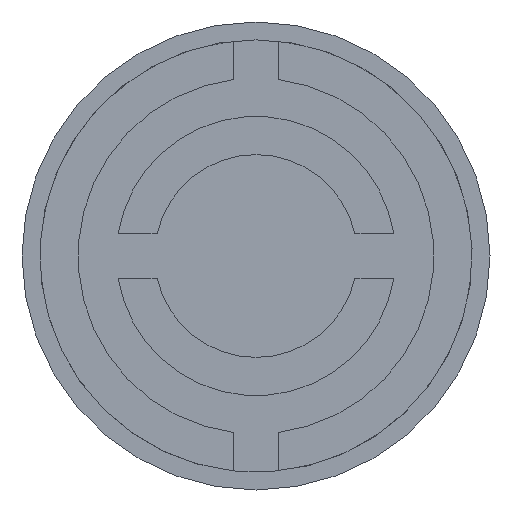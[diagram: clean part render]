
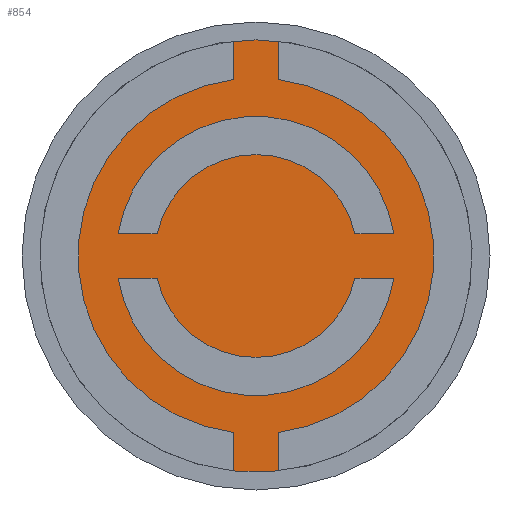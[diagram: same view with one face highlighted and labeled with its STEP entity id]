
A CAD part, front view. The second image highlights one B-rep face of the part: STEP entity #854.
In plain terms, the highlighted planar face has unit normal (0, -1, 0).
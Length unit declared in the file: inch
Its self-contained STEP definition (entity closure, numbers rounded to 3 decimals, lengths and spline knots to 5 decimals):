
#10 = AXIS2_PLACEMENT_3D ( 'NONE', #755, #961, #1066 ) ;
#11 = CIRCLE ( 'NONE', #1026, 0.375 ) ;
#15 = CARTESIAN_POINT ( 'NONE',  ( 0., -0.0375, 0. ) ) ;
#67 = EDGE_CURVE ( 'NONE', #222, #346, #1093, .T. ) ;
#84 = ORIENTED_EDGE ( 'NONE', *, *, #766, .T. ) ;
#97 = LINE ( 'NONE', #970, #297 ) ;
#106 = CARTESIAN_POINT ( 'NONE',  ( 0., -0.0375, 0. ) ) ;
#140 = LINE ( 'NONE', #149, #654 ) ;
#142 = ORIENTED_EDGE ( 'NONE', *, *, #1144, .F. ) ;
#149 = CARTESIAN_POINT ( 'NONE',  ( 0.06, -0.0375, 0. ) ) ;
#168 = EDGE_CURVE ( 'NONE', #346, #429, #734, .T. ) ;
#180 = DIRECTION ( 'NONE',  ( 0., 0., -1. ) ) ;
#187 = ORIENTED_EDGE ( 'NONE', *, *, #1206, .F. ) ;
#189 = EDGE_CURVE ( 'NONE', #222, #651, #140, .T. ) ;
#204 = LINE ( 'NONE', #1047, #411 ) ;
#208 = DIRECTION ( 'NONE',  ( 0., 1., 0. ) ) ;
#209 = DIRECTION ( 'NONE',  ( 0., -1., 0. ) ) ;
#217 = ORIENTED_EDGE ( 'NONE', *, *, #1274, .F. ) ;
#222 = VERTEX_POINT ( 'NONE', #944 ) ;
#223 = CARTESIAN_POINT ( 'NONE',  ( -0.37017, -0.0375, 0.06 ) ) ;
#234 = VECTOR ( 'NONE', #1159, 39.37008 ) ;
#240 = VERTEX_POINT ( 'NONE', #387 ) ;
#256 = VECTOR ( 'NONE', #1146, 39.37008 ) ;
#264 = AXIS2_PLACEMENT_3D ( 'NONE', #106, #428, #714 ) ;
#269 = CARTESIAN_POINT ( 'NONE',  ( 0., -0.0375, 0.06 ) ) ;
#286 = DIRECTION ( 'NONE',  ( 0., 1., 0. ) ) ;
#297 = VECTOR ( 'NONE', #486, 39.37008 ) ;
#317 = FACE_OUTER_BOUND ( 'NONE', #343, .T. ) ;
#324 = DIRECTION ( 'NONE',  ( 0., 0., 1. ) ) ;
#328 = VERTEX_POINT ( 'NONE', #1075 ) ;
#343 = EDGE_LOOP ( 'NONE', ( #617, #834, #568, #554, #217, #465, #1114, #377 ) ) ;
#344 = DIRECTION ( 'NONE',  ( 0., 0., 1. ) ) ;
#346 = VERTEX_POINT ( 'NONE', #1173 ) ;
#377 = ORIENTED_EDGE ( 'NONE', *, *, #1071, .F. ) ;
#379 = EDGE_CURVE ( 'NONE', #1197, #682, #833, .T. ) ;
#380 = ORIENTED_EDGE ( 'NONE', *, *, #657, .F. ) ;
#382 = DIRECTION ( 'NONE',  ( 0., 0., 1. ) ) ;
#387 = CARTESIAN_POINT ( 'NONE',  ( 0.26556, -0.0375, -0.06 ) ) ;
#406 = CARTESIAN_POINT ( 'NONE',  ( 0.06, -0.0375, 0.47397 ) ) ;
#411 = VECTOR ( 'NONE', #939, 39.37008 ) ;
#426 = EDGE_CURVE ( 'NONE', #240, #1280, #1127, .T. ) ;
#428 = DIRECTION ( 'NONE',  ( 0., 1., 0. ) ) ;
#429 = VERTEX_POINT ( 'NONE', #1219 ) ;
#440 = EDGE_CURVE ( 'NONE', #1009, #651, #643, .T. ) ;
#454 = AXIS2_PLACEMENT_3D ( 'NONE', #943, #933, #382 ) ;
#465 = ORIENTED_EDGE ( 'NONE', *, *, #515, .F. ) ;
#486 = DIRECTION ( 'NONE',  ( -1., 0., 0. ) ) ;
#497 = DIRECTION ( 'NONE',  ( 1., 0., 0. ) ) ;
#509 = CARTESIAN_POINT ( 'NONE',  ( 0., -0.0375, 0. ) ) ;
#514 = DIRECTION ( 'NONE',  ( 0., 1., 0. ) ) ;
#515 = EDGE_CURVE ( 'NONE', #1048, #328, #1162, .T. ) ;
#519 = DIRECTION ( 'NONE',  ( 0., 1., 0. ) ) ;
#536 = ORIENTED_EDGE ( 'NONE', *, *, #1056, .T. ) ;
#554 = ORIENTED_EDGE ( 'NONE', *, *, #440, .F. ) ;
#562 = DIRECTION ( 'NONE',  ( 0., 0., 1. ) ) ;
#568 = ORIENTED_EDGE ( 'NONE', *, *, #189, .T. ) ;
#599 = CARTESIAN_POINT ( 'NONE',  ( 0., -0.0375, 0. ) ) ;
#617 = ORIENTED_EDGE ( 'NONE', *, *, #168, .F. ) ;
#635 = AXIS2_PLACEMENT_3D ( 'NONE', #863, #286, #1069 ) ;
#643 = CIRCLE ( 'NONE', #264, 0.47775 ) ;
#645 = VERTEX_POINT ( 'NONE', #738 ) ;
#651 = VERTEX_POINT ( 'NONE', #732 ) ;
#654 = VECTOR ( 'NONE', #562, 39.37008 ) ;
#657 = EDGE_CURVE ( 'NONE', #1197, #240, #204, .T. ) ;
#662 = CARTESIAN_POINT ( 'NONE',  ( -0.26556, -0.0375, 0.06 ) ) ;
#682 = VERTEX_POINT ( 'NONE', #1147 ) ;
#692 = AXIS2_PLACEMENT_3D ( 'NONE', #794, #209, #1236 ) ;
#706 = PLANE ( 'NONE',  #692 ) ;
#708 = VECTOR ( 'NONE', #180, 39.37008 ) ;
#714 = DIRECTION ( 'NONE',  ( 0., 0., 1. ) ) ;
#719 = CARTESIAN_POINT ( 'NONE',  ( -0.06, -0.0375, 0.47397 ) ) ;
#732 = CARTESIAN_POINT ( 'NONE',  ( 0.06, -0.0375, -0.47397 ) ) ;
#734 = LINE ( 'NONE', #1039, #256 ) ;
#738 = CARTESIAN_POINT ( 'NONE',  ( 0.26556, -0.0375, 0.06 ) ) ;
#752 = ORIENTED_EDGE ( 'NONE', *, *, #963, .T. ) ;
#755 = CARTESIAN_POINT ( 'NONE',  ( 0., -0.0375, 0. ) ) ;
#761 = EDGE_LOOP ( 'NONE', ( #1183, #752, #1023, #380 ) ) ;
#766 = EDGE_CURVE ( 'NONE', #859, #1079, #11, .T. ) ;
#778 = DIRECTION ( 'NONE',  ( 0., 0., -1. ) ) ;
#781 = CIRCLE ( 'NONE', #10, 0.27225 ) ;
#794 = CARTESIAN_POINT ( 'NONE',  ( 0., -0.0375, 0. ) ) ;
#800 = DIRECTION ( 'NONE',  ( 0., 0., 1. ) ) ;
#822 = CIRCLE ( 'NONE', #454, 0.47775 ) ;
#833 = CIRCLE ( 'NONE', #635, 0.375 ) ;
#834 = ORIENTED_EDGE ( 'NONE', *, *, #67, .F. ) ;
#854 = ADVANCED_FACE ( 'NONE', ( #1319, #1235, #317 ), #706, .T. ) ;
#859 = VERTEX_POINT ( 'NONE', #223 ) ;
#863 = CARTESIAN_POINT ( 'NONE',  ( 0., -0.0375, 0. ) ) ;
#908 = CARTESIAN_POINT ( 'NONE',  ( 0.37017, -0.0375, 0.06 ) ) ;
#931 = LINE ( 'NONE', #1177, #708 ) ;
#933 = DIRECTION ( 'NONE',  ( 0., 1., 0. ) ) ;
#934 = VERTEX_POINT ( 'NONE', #719 ) ;
#939 = DIRECTION ( 'NONE',  ( -1., 0., 0. ) ) ;
#942 = AXIS2_PLACEMENT_3D ( 'NONE', #599, #208, #1305 ) ;
#943 = CARTESIAN_POINT ( 'NONE',  ( 0., -0.0375, 0. ) ) ;
#944 = CARTESIAN_POINT ( 'NONE',  ( 0.06, -0.0375, -0.57739 ) ) ;
#961 = DIRECTION ( 'NONE',  ( 0., 1., 0. ) ) ;
#963 = EDGE_CURVE ( 'NONE', #682, #1280, #1161, .T. ) ;
#970 = CARTESIAN_POINT ( 'NONE',  ( 0., -0.0375, 0.06 ) ) ;
#979 = CARTESIAN_POINT ( 'NONE',  ( -0.06, -0.0375, 0.57739 ) ) ;
#993 = CARTESIAN_POINT ( 'NONE',  ( 0., -0.0375, -0.06 ) ) ;
#1009 = VERTEX_POINT ( 'NONE', #406 ) ;
#1023 = ORIENTED_EDGE ( 'NONE', *, *, #426, .F. ) ;
#1026 = AXIS2_PLACEMENT_3D ( 'NONE', #509, #514, #324 ) ;
#1039 = CARTESIAN_POINT ( 'NONE',  ( -0.06, -0.0375, 0. ) ) ;
#1047 = CARTESIAN_POINT ( 'NONE',  ( 0., -0.0375, -0.06 ) ) ;
#1048 = VERTEX_POINT ( 'NONE', #979 ) ;
#1056 = EDGE_CURVE ( 'NONE', #1079, #645, #97, .T. ) ;
#1066 = DIRECTION ( 'NONE',  ( 0., 0., 1. ) ) ;
#1069 = DIRECTION ( 'NONE',  ( 0., 0., 1. ) ) ;
#1071 = EDGE_CURVE ( 'NONE', #429, #934, #822, .T. ) ;
#1075 = CARTESIAN_POINT ( 'NONE',  ( 0.06, -0.0375, 0.57739 ) ) ;
#1079 = VERTEX_POINT ( 'NONE', #908 ) ;
#1093 = CIRCLE ( 'NONE', #942, 0.5805 ) ;
#1098 = LINE ( 'NONE', #269, #234 ) ;
#1114 = ORIENTED_EDGE ( 'NONE', *, *, #1260, .T. ) ;
#1118 = DIRECTION ( 'NONE',  ( 0., 1., 0. ) ) ;
#1127 = CIRCLE ( 'NONE', #1326, 0.27225 ) ;
#1135 = VERTEX_POINT ( 'NONE', #662 ) ;
#1144 = EDGE_CURVE ( 'NONE', #1135, #645, #781, .T. ) ;
#1146 = DIRECTION ( 'NONE',  ( 0., 0., 1. ) ) ;
#1147 = CARTESIAN_POINT ( 'NONE',  ( -0.37017, -0.0375, -0.06 ) ) ;
#1159 = DIRECTION ( 'NONE',  ( 1., 0., 0. ) ) ;
#1161 = LINE ( 'NONE', #993, #1277 ) ;
#1162 = CIRCLE ( 'NONE', #1258, 0.5805 ) ;
#1165 = CARTESIAN_POINT ( 'NONE',  ( 0.37017, -0.0375, -0.06 ) ) ;
#1167 = EDGE_LOOP ( 'NONE', ( #142, #187, #84, #536 ) ) ;
#1173 = CARTESIAN_POINT ( 'NONE',  ( -0.06, -0.0375, -0.57739 ) ) ;
#1177 = CARTESIAN_POINT ( 'NONE',  ( 0.06, -0.0375, 0. ) ) ;
#1183 = ORIENTED_EDGE ( 'NONE', *, *, #379, .T. ) ;
#1190 = CARTESIAN_POINT ( 'NONE',  ( -0.06, -0.0375, 0. ) ) ;
#1197 = VERTEX_POINT ( 'NONE', #1165 ) ;
#1206 = EDGE_CURVE ( 'NONE', #859, #1135, #1098, .T. ) ;
#1212 = CARTESIAN_POINT ( 'NONE',  ( 0., -0.0375, 0. ) ) ;
#1216 = VECTOR ( 'NONE', #778, 39.37008 ) ;
#1219 = CARTESIAN_POINT ( 'NONE',  ( -0.06, -0.0375, -0.47397 ) ) ;
#1235 = FACE_BOUND ( 'NONE', #761, .T. ) ;
#1236 = DIRECTION ( 'NONE',  ( 0., 0., 1. ) ) ;
#1258 = AXIS2_PLACEMENT_3D ( 'NONE', #15, #1118, #344 ) ;
#1260 = EDGE_CURVE ( 'NONE', #1048, #934, #1263, .T. ) ;
#1263 = LINE ( 'NONE', #1190, #1216 ) ;
#1274 = EDGE_CURVE ( 'NONE', #328, #1009, #931, .T. ) ;
#1277 = VECTOR ( 'NONE', #497, 39.37008 ) ;
#1280 = VERTEX_POINT ( 'NONE', #1292 ) ;
#1292 = CARTESIAN_POINT ( 'NONE',  ( -0.26556, -0.0375, -0.06 ) ) ;
#1305 = DIRECTION ( 'NONE',  ( 0., 0., 1. ) ) ;
#1319 = FACE_BOUND ( 'NONE', #1167, .T. ) ;
#1326 = AXIS2_PLACEMENT_3D ( 'NONE', #1212, #519, #800 ) ;
